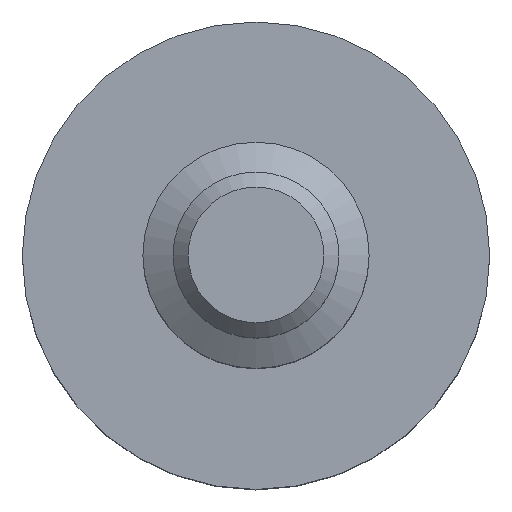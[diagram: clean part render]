
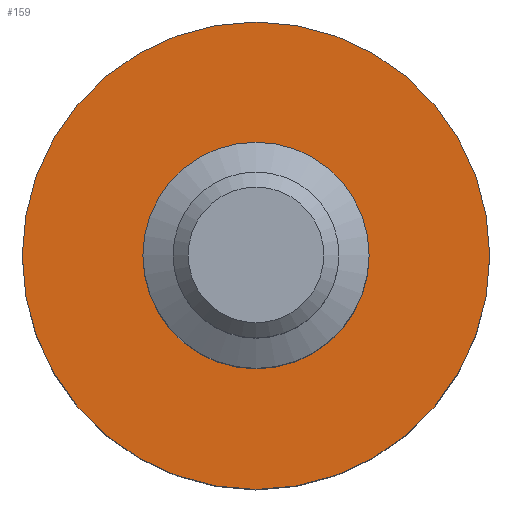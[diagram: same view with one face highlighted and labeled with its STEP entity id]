
A CAD part, top view. The second image highlights one B-rep face of the part: STEP entity #159.
In plain terms, the highlighted planar face has unit normal (0, 0, 1).
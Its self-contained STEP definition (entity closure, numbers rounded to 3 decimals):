
#18=PLANE($,#189);
#36=FACE_BOUND($,#74,.T.);
#37=FACE_BOUND($,#75,.T.);
#74=EDGE_LOOP($,(#139));
#75=EDGE_LOOP($,(#140));
#83=CIRCLE($,#174,7.5);
#90=CIRCLE($,#188,15.5);
#96=VERTEX_POINT($,#263);
#103=VERTEX_POINT($,#284);
#109=EDGE_CURVE($,#96,#96,#83,.T.);
#116=EDGE_CURVE($,#103,#103,#90,.T.);
#139=ORIENTED_EDGE($,*,*,#109,.T.);
#140=ORIENTED_EDGE($,*,*,#116,.F.);
#159=ADVANCED_FACE($,(#36,#37),#18,.F.);
#174=AXIS2_PLACEMENT_3D($,#264,#213,#214);
#188=AXIS2_PLACEMENT_3D($,#285,#241,#242);
#189=AXIS2_PLACEMENT_3D($,#286,#243,#244);
#213=DIRECTION('center_axis',(0.,0.,-1.));
#214=DIRECTION('ref_axis',(-1.,0.,0.));
#241=DIRECTION('center_axis',(0.,0.,-1.));
#242=DIRECTION('ref_axis',(-1.,0.,0.));
#243=DIRECTION('center_axis',(0.,0.,-1.));
#244=DIRECTION('ref_axis',(-1.,0.,0.));
#263=CARTESIAN_POINT('',(7.5,0.,0.));
#264=CARTESIAN_POINT('Origin',(0.,0.,0.));
#284=CARTESIAN_POINT('',(15.5,0.,0.));
#285=CARTESIAN_POINT('Origin',(0.,0.,0.));
#286=CARTESIAN_POINT('Origin',(0.,0.,0.));
